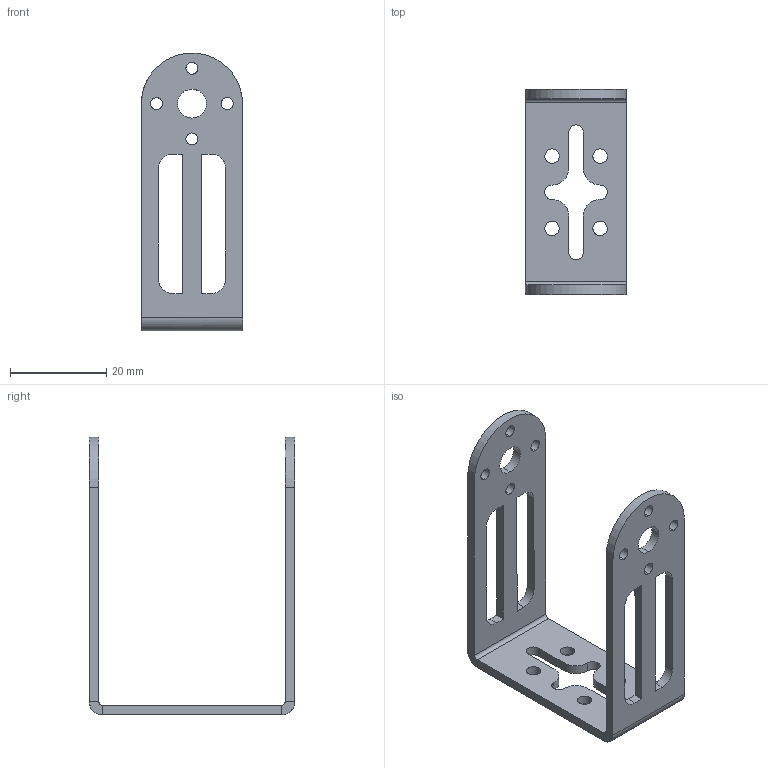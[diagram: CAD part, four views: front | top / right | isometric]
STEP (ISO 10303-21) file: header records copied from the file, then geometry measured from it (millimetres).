
FILE_DESCRIPTION (( 'STEP AP203' ), '1' );
FILE_NAME ('bracket 2.STEP', '2025-04-14T12:46:12', ( '' ), ( '' ), 'SwSTEP 2.0', 'SolidWorks 2024', '' );
FILE_SCHEMA (( 'CONFIG_CONTROL_DESIGN' ));
Length unit declared in the file: inch
Products named in the file (1): bracket 2
Bounding box: 21.03 x 42.7 x 57.75 mm (x, y, z)
Volume: 4607.6 mm3; surface area: 6206.2 mm2
Topology: 1 solids, 1 shells, 86 faces, 236 edges, 152 vertices
Faces by surface type: bspline 86
Entity records: 3117 total; most frequent: CARTESIAN_POINT 1665, ORIENTED_EDGE 472, EDGE_CURVE 236, VERTEX_POINT 152, B_SPLINE_CURVE_WITH_KNOTS 136, EDGE_LOOP 124, FACE_OUTER_BOUND 86, ADVANCED_FACE 86
